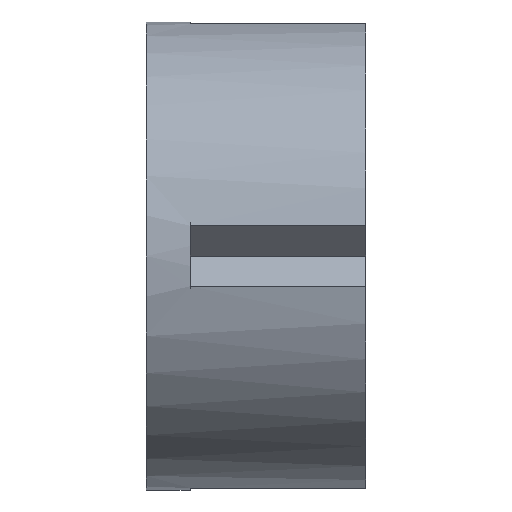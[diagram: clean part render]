
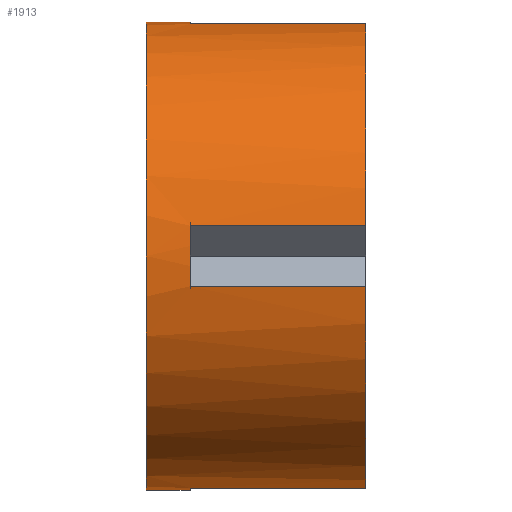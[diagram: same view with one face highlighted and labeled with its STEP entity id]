
A CAD part, front view. The second image highlights one B-rep face of the part: STEP entity #1913.
In plain terms, the highlighted cylindrical face has radius 16 mm (diameter 32 mm), a partial arc.
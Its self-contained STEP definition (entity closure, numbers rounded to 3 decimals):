
#77 = CARTESIAN_POINT ( 'NONE',  ( 12., 0., -16. ) ) ;
#89 = LINE ( 'NONE', #77, #1883 ) ;
#90 = VERTEX_POINT ( 'NONE', #1324 ) ;
#115 = ORIENTED_EDGE ( 'NONE', *, *, #921, .F. ) ;
#124 = CARTESIAN_POINT ( 'NONE',  ( 3., 0., 0. ) ) ;
#138 = AXIS2_PLACEMENT_3D ( 'NONE', #1536, #764, #147 ) ;
#144 = DIRECTION ( 'NONE',  ( 0., 0., -1. ) ) ;
#147 = DIRECTION ( 'NONE',  ( 0., 0., -1. ) ) ;
#165 = AXIS2_PLACEMENT_3D ( 'NONE', #739, #1665, #1517 ) ;
#167 = CIRCLE ( 'NONE', #623, 16. ) ;
#177 = VERTEX_POINT ( 'NONE', #1469 ) ;
#225 = CARTESIAN_POINT ( 'NONE',  ( 12., -2.065, -15.866 ) ) ;
#241 = CARTESIAN_POINT ( 'NONE',  ( 3., -15.866, -2.065 ) ) ;
#263 = CARTESIAN_POINT ( 'NONE',  ( 0., 0., 0. ) ) ;
#267 = CARTESIAN_POINT ( 'NONE',  ( 3., 0., -16. ) ) ;
#307 = CARTESIAN_POINT ( 'NONE',  ( 12., -2.065, 15.866 ) ) ;
#318 = CARTESIAN_POINT ( 'NONE',  ( 3., -2.065, 15.866 ) ) ;
#322 = EDGE_CURVE ( 'NONE', #1452, #1874, #746, .T. ) ;
#366 = EDGE_CURVE ( 'NONE', #1256, #516, #1013, .T. ) ;
#449 = VERTEX_POINT ( 'NONE', #1425 ) ;
#471 = DIRECTION ( 'NONE',  ( -1., 0., 0. ) ) ;
#489 = CIRCLE ( 'NONE', #1515, 16. ) ;
#491 = EDGE_CURVE ( 'NONE', #1281, #979, #492, .T. ) ;
#492 = LINE ( 'NONE', #1097, #1375 ) ;
#501 = CARTESIAN_POINT ( 'NONE',  ( 15., 0., 0. ) ) ;
#516 = VERTEX_POINT ( 'NONE', #241 ) ;
#518 = EDGE_CURVE ( 'NONE', #1312, #90, #89, .T. ) ;
#587 = AXIS2_PLACEMENT_3D ( 'NONE', #705, #1795, #1443 ) ;
#588 = EDGE_CURVE ( 'NONE', #1268, #1256, #1157, .T. ) ;
#623 = AXIS2_PLACEMENT_3D ( 'NONE', #501, #963, #1432 ) ;
#645 = EDGE_CURVE ( 'NONE', #177, #449, #1471, .T. ) ;
#667 = ORIENTED_EDGE ( 'NONE', *, *, #322, .T. ) ;
#668 = DIRECTION ( 'NONE',  ( -1., 0., 0. ) ) ;
#701 = DIRECTION ( 'NONE',  ( -1., 0., 0. ) ) ;
#705 = CARTESIAN_POINT ( 'NONE',  ( 12., 0., 0. ) ) ;
#716 = VECTOR ( 'NONE', #471, 1000. ) ;
#724 = ORIENTED_EDGE ( 'NONE', *, *, #1868, .F. ) ;
#725 = CARTESIAN_POINT ( 'NONE',  ( 0., 0., 16. ) ) ;
#739 = CARTESIAN_POINT ( 'NONE',  ( 3., 0., 0. ) ) ;
#743 = CIRCLE ( 'NONE', #165, 16. ) ;
#746 = LINE ( 'NONE', #307, #716 ) ;
#764 = DIRECTION ( 'NONE',  ( 1., 0., 0. ) ) ;
#794 = ORIENTED_EDGE ( 'NONE', *, *, #588, .F. ) ;
#847 = VECTOR ( 'NONE', #922, 1000. ) ;
#910 = DIRECTION ( 'NONE',  ( 1., 0., 0. ) ) ;
#921 = EDGE_CURVE ( 'NONE', #1281, #1874, #743, .T. ) ;
#922 = DIRECTION ( 'NONE',  ( -1., 0., 0. ) ) ;
#946 = EDGE_CURVE ( 'NONE', #1731, #516, #1059, .T. ) ;
#963 = DIRECTION ( 'NONE',  ( 1., 0., 0. ) ) ;
#967 = ORIENTED_EDGE ( 'NONE', *, *, #491, .T. ) ;
#979 = VERTEX_POINT ( 'NONE', #725 ) ;
#1002 = CARTESIAN_POINT ( 'NONE',  ( 12., -15.866, 2.065 ) ) ;
#1013 = CIRCLE ( 'NONE', #138, 16. ) ;
#1040 = CARTESIAN_POINT ( 'NONE',  ( 15., -15.866, -2.065 ) ) ;
#1044 = CARTESIAN_POINT ( 'NONE',  ( 3., 0., 16. ) ) ;
#1059 = LINE ( 'NONE', #1239, #847 ) ;
#1064 = CIRCLE ( 'NONE', #1590, 16. ) ;
#1091 = DIRECTION ( 'NONE',  ( 0., 0., -1. ) ) ;
#1097 = CARTESIAN_POINT ( 'NONE',  ( 12., 0., 16. ) ) ;
#1128 = ORIENTED_EDGE ( 'NONE', *, *, #946, .T. ) ;
#1138 = FACE_OUTER_BOUND ( 'NONE', #1724, .T. ) ;
#1157 = LINE ( 'NONE', #1002, #1958 ) ;
#1179 = EDGE_CURVE ( 'NONE', #1731, #177, #167, .T. ) ;
#1186 = CIRCLE ( 'NONE', #1347, 16. ) ;
#1239 = CARTESIAN_POINT ( 'NONE',  ( 12., -15.866, -2.065 ) ) ;
#1248 = VECTOR ( 'NONE', #1761, 1000. ) ;
#1256 = VERTEX_POINT ( 'NONE', #1662 ) ;
#1268 = VERTEX_POINT ( 'NONE', #1520 ) ;
#1281 = VERTEX_POINT ( 'NONE', #1044 ) ;
#1312 = VERTEX_POINT ( 'NONE', #267 ) ;
#1324 = CARTESIAN_POINT ( 'NONE',  ( 0., 0., -16. ) ) ;
#1342 = EDGE_CURVE ( 'NONE', #449, #1312, #1186, .T. ) ;
#1347 = AXIS2_PLACEMENT_3D ( 'NONE', #124, #1366, #1966 ) ;
#1358 = ORIENTED_EDGE ( 'NONE', *, *, #1671, .T. ) ;
#1366 = DIRECTION ( 'NONE',  ( 1., 0., 0. ) ) ;
#1375 = VECTOR ( 'NONE', #1415, 1000. ) ;
#1399 = CARTESIAN_POINT ( 'NONE',  ( 15., 0., 0. ) ) ;
#1415 = DIRECTION ( 'NONE',  ( -1., 0., 0. ) ) ;
#1416 = ORIENTED_EDGE ( 'NONE', *, *, #1179, .F. ) ;
#1425 = CARTESIAN_POINT ( 'NONE',  ( 3., -2.065, -15.866 ) ) ;
#1432 = DIRECTION ( 'NONE',  ( 0., 0., -1. ) ) ;
#1443 = DIRECTION ( 'NONE',  ( 0., 0., 1. ) ) ;
#1452 = VERTEX_POINT ( 'NONE', #1898 ) ;
#1469 = CARTESIAN_POINT ( 'NONE',  ( 15., -2.065, -15.866 ) ) ;
#1471 = LINE ( 'NONE', #225, #1248 ) ;
#1515 = AXIS2_PLACEMENT_3D ( 'NONE', #263, #910, #144 ) ;
#1517 = DIRECTION ( 'NONE',  ( 0., 0., -1. ) ) ;
#1519 = ORIENTED_EDGE ( 'NONE', *, *, #366, .F. ) ;
#1520 = CARTESIAN_POINT ( 'NONE',  ( 15., -15.866, 2.065 ) ) ;
#1536 = CARTESIAN_POINT ( 'NONE',  ( 3., 0., 0. ) ) ;
#1590 = AXIS2_PLACEMENT_3D ( 'NONE', #1399, #1856, #1091 ) ;
#1638 = ORIENTED_EDGE ( 'NONE', *, *, #518, .F. ) ;
#1662 = CARTESIAN_POINT ( 'NONE',  ( 3., -15.866, 2.065 ) ) ;
#1665 = DIRECTION ( 'NONE',  ( 1., 0., 0. ) ) ;
#1671 = EDGE_CURVE ( 'NONE', #979, #90, #489, .T. ) ;
#1724 = EDGE_LOOP ( 'NONE', ( #1638, #1778, #1960, #1416, #1128, #1519, #794, #724, #667, #115, #967, #1358 ) ) ;
#1731 = VERTEX_POINT ( 'NONE', #1040 ) ;
#1761 = DIRECTION ( 'NONE',  ( -1., 0., 0. ) ) ;
#1778 = ORIENTED_EDGE ( 'NONE', *, *, #1342, .F. ) ;
#1795 = DIRECTION ( 'NONE',  ( -1., 0., 0. ) ) ;
#1856 = DIRECTION ( 'NONE',  ( 1., 0., 0. ) ) ;
#1868 = EDGE_CURVE ( 'NONE', #1452, #1268, #1064, .T. ) ;
#1874 = VERTEX_POINT ( 'NONE', #318 ) ;
#1883 = VECTOR ( 'NONE', #701, 1000. ) ;
#1898 = CARTESIAN_POINT ( 'NONE',  ( 15., -2.065, 15.866 ) ) ;
#1913 = ADVANCED_FACE ( 'NONE', ( #1138 ), #1928, .T. ) ;
#1928 = CYLINDRICAL_SURFACE ( 'NONE', #587, 16. ) ;
#1958 = VECTOR ( 'NONE', #668, 1000. ) ;
#1960 = ORIENTED_EDGE ( 'NONE', *, *, #645, .F. ) ;
#1966 = DIRECTION ( 'NONE',  ( 0., 0., -1. ) ) ;
